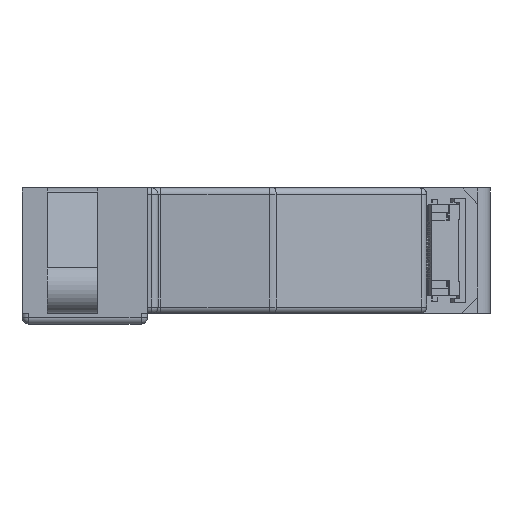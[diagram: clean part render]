
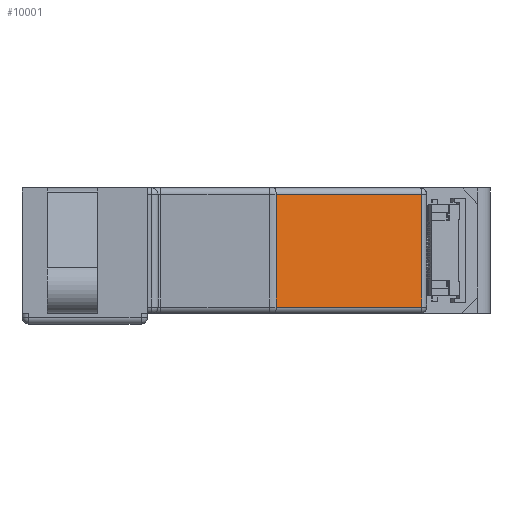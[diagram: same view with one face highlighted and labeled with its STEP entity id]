
A CAD part, left-side view. The second image highlights one B-rep face of the part: STEP entity #10001.
In plain terms, the highlighted planar face has unit normal (-0.966, -0.259, 0).
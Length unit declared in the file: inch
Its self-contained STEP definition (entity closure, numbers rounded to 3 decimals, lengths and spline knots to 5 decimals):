
#64=PLANE('',#10579);
#466=FACE_OUTER_BOUND('',#954,.T.);
#954=EDGE_LOOP('',(#6719,#6720,#6721,#6722));
#1531=LINE('',#14114,#2729);
#1547=LINE('',#14188,#2745);
#1557=LINE('',#14241,#2755);
#1558=LINE('',#14243,#2756);
#2729=VECTOR('',#11399,0.3937);
#2745=VECTOR('',#11473,0.3937);
#2755=VECTOR('',#11533,0.3937);
#2756=VECTOR('',#11536,0.3937);
#4175=VERTEX_POINT('',#14104);
#4176=VERTEX_POINT('',#14108);
#4206=VERTEX_POINT('',#14186);
#4222=VERTEX_POINT('',#14232);
#5152=EDGE_CURVE('',#4176,#4175,#1531,.T.);
#5196=EDGE_CURVE('',#4206,#4176,#1547,.T.);
#5222=EDGE_CURVE('',#4222,#4206,#1557,.T.);
#5223=EDGE_CURVE('',#4175,#4222,#1558,.T.);
#6719=ORIENTED_EDGE('',*,*,#5222,.F.);
#6720=ORIENTED_EDGE('',*,*,#5223,.F.);
#6721=ORIENTED_EDGE('',*,*,#5152,.F.);
#6722=ORIENTED_EDGE('',*,*,#5196,.F.);
#10001=ADVANCED_FACE('',(#466),#64,.T.);
#10579=AXIS2_PLACEMENT_3D('',#14242,#11534,#11535);
#11399=DIRECTION('',(0.,0.,-1.));
#11473=DIRECTION('',(0.259,-0.966,0.));
#11533=DIRECTION('',(0.,0.,1.));
#11534=DIRECTION('center_axis',(-0.966,-0.259,0.));
#11535=DIRECTION('ref_axis',(-0.259,0.966,0.));
#11536=DIRECTION('',(-0.259,0.966,0.));
#14104=CARTESIAN_POINT('',(-0.45184,0.32139,0.03));
#14108=CARTESIAN_POINT('',(-0.45184,0.32139,0.561));
#14114=CARTESIAN_POINT('',(-0.45184,0.32139,0.591));
#14186=CARTESIAN_POINT('',(-0.63574,1.0077,0.561));
#14188=CARTESIAN_POINT('',(-0.55993,0.72476,0.561));
#14232=CARTESIAN_POINT('',(-0.63574,1.0077,0.03));
#14241=CARTESIAN_POINT('',(-0.63574,1.0077,0.591));
#14242=CARTESIAN_POINT('Origin',(-0.44589,0.29916,0.591));
#14243=CARTESIAN_POINT('',(-0.55993,0.72476,0.03));
